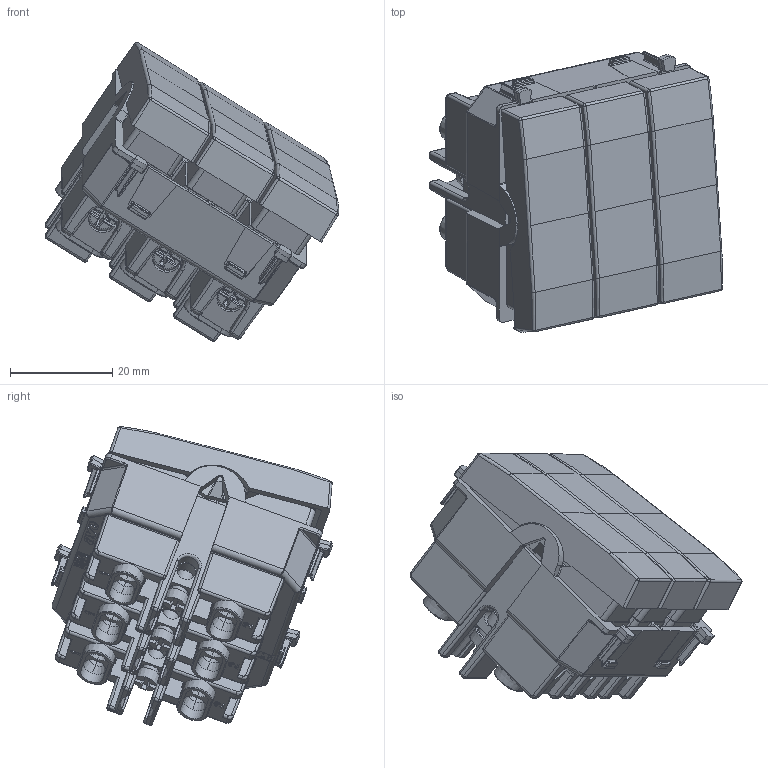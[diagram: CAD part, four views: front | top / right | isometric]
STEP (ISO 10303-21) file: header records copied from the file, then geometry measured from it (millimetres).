
FILE_DESCRIPTION(('CATIA V5 STEP Exchange'),'2;1');
FILE_NAME('441002K3_10A.stp','2024-02-16T07:08:41+00:00',('none'),('none'),'CATIA Version 5-6 Release 2016 SP6','CATIA V5 STEP AP203','none');
FILE_SCHEMA(('CONFIG_CONTROL_DESIGN'));
Products named in the file (3): 441002K3_10A; AS2224; AS2299
Assembly tree (18 placements, depth 3):
  441002K3_10A
    #57  x3
    #11695
    AS2224  x6
      #100482
      #101812
      #102805
    AS2299  x3
      #104752
      #105462
Bounding box: 57.26 x 54.87 x 58.37 mm (x, y, z)
Volume: 27315.7 mm3; surface area: 37031.1 mm2
Topology: 34 solids, 34 shells, 4146 faces, 11123 edges, 6845 vertices
Faces by surface type: plane 1820, cylinder 1423, bspline 416, cone 216, sphere 145, torus 106, extrusion 20
Entity records: 106322 total; most frequent: CARTESIAN_POINT 45947, ORIENTED_EDGE 14844, DIRECTION 8549, EDGE_CURVE 7422, VERTEX_POINT 4624, VECTOR 3944, LINE 3924, EDGE_LOOP 2828
